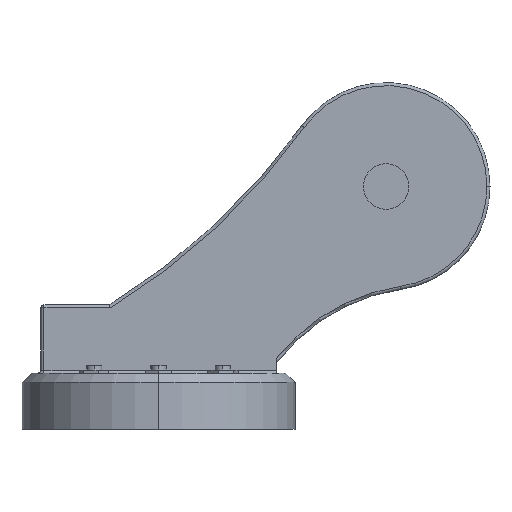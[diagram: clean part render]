
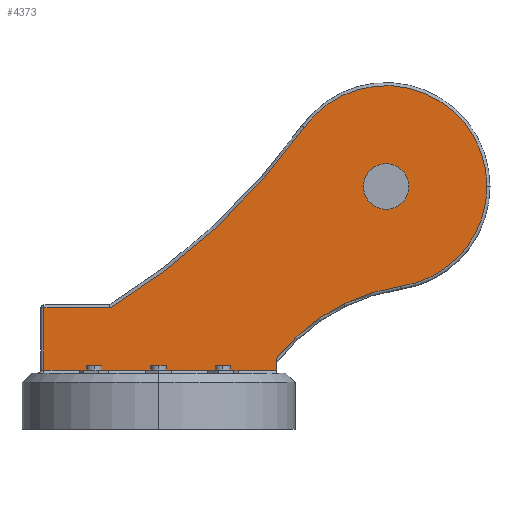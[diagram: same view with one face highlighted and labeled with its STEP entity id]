
A CAD part, front view. The second image highlights one B-rep face of the part: STEP entity #4373.
In plain terms, the highlighted planar face has unit normal (0, -1, 0).
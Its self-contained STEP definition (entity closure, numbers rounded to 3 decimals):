
#129 = ORIENTED_EDGE ( 'NONE', *, *, #6138, .T. ) ;
#144 = CIRCLE ( 'NONE', #4353, 66.5 ) ;
#180 = CARTESIAN_POINT ( 'NONE',  ( -71.666, -20., -76.224 ) ) ;
#247 = DIRECTION ( 'NONE',  ( 1., 0., 0. ) ) ;
#256 = AXIS2_PLACEMENT_3D ( 'NONE', #4950, #4412, #6723 ) ;
#300 = CARTESIAN_POINT ( 'NONE',  ( -28.101, -20., -76.224 ) ) ;
#396 = DIRECTION ( 'NONE',  ( 0., -1., 0. ) ) ;
#495 = CIRCLE ( 'NONE', #256, 442. ) ;
#627 = DIRECTION ( 'NONE',  ( 1., 0., 0. ) ) ;
#633 = CARTESIAN_POINT ( 'NONE',  ( 99.847, -20., 42.604 ) ) ;
#657 = CARTESIAN_POINT ( 'NONE',  ( 220.334, -20., 3.776 ) ) ;
#719 = EDGE_CURVE ( 'NONE', #5218, #5504, #1396, .T. ) ;
#800 = CIRCLE ( 'NONE', #4653, 15. ) ;
#810 = PLANE ( 'NONE',  #3146 ) ;
#829 = CARTESIAN_POINT ( 'NONE',  ( 163.419, -20., -62.03 ) ) ;
#887 = DIRECTION ( 'NONE',  ( 0., 0., -1. ) ) ;
#889 = ORIENTED_EDGE ( 'NONE', *, *, #3122, .T. ) ;
#923 = EDGE_LOOP ( 'NONE', ( #1121, #957, #129, #7369, #5851, #5228, #3138, #889 ) ) ;
#948 = CARTESIAN_POINT ( 'NONE',  ( 153.834, -20., 3.776 ) ) ;
#957 = ORIENTED_EDGE ( 'NONE', *, *, #7266, .T. ) ;
#971 = VERTEX_POINT ( 'NONE', #6250 ) ;
#1008 = EDGE_LOOP ( 'NONE', ( #5969, #6685 ) ) ;
#1089 = CARTESIAN_POINT ( 'NONE',  ( 153.834, -20., 3.776 ) ) ;
#1090 = CARTESIAN_POINT ( 'NONE',  ( 153.834, -20., 3.776 ) ) ;
#1121 = ORIENTED_EDGE ( 'NONE', *, *, #6441, .F. ) ;
#1126 = DIRECTION ( 'NONE',  ( 0., -1., 0. ) ) ;
#1342 = VERTEX_POINT ( 'NONE', #657 ) ;
#1396 = LINE ( 'NONE', #2569, #2736 ) ;
#1609 = EDGE_CURVE ( 'NONE', #1342, #2124, #4409, .T. ) ;
#1690 = CIRCLE ( 'NONE', #6882, 15. ) ;
#1730 = EDGE_CURVE ( 'NONE', #971, #4993, #800, .T. ) ;
#1782 = CARTESIAN_POINT ( 'NONE',  ( 81.334, -20., -117.224 ) ) ;
#1908 = CIRCLE ( 'NONE', #2749, 127. ) ;
#2017 = LINE ( 'NONE', #6555, #4671 ) ;
#2098 = DIRECTION ( 'NONE',  ( 1., 0., 0. ) ) ;
#2124 = VERTEX_POINT ( 'NONE', #633 ) ;
#2178 = VECTOR ( 'NONE', #887, 1000. ) ;
#2186 = VERTEX_POINT ( 'NONE', #3113 ) ;
#2221 = DIRECTION ( 'NONE',  ( -1., 0., 0. ) ) ;
#2569 = CARTESIAN_POINT ( 'NONE',  ( -73.666, -20., -76.224 ) ) ;
#2615 = CARTESIAN_POINT ( 'NONE',  ( 81.334, -20., -74.224 ) ) ;
#2736 = VECTOR ( 'NONE', #3103, 1000. ) ;
#2749 = AXIS2_PLACEMENT_3D ( 'NONE', #6712, #6602, #2098 ) ;
#2850 = VECTOR ( 'NONE', #627, 1000. ) ;
#2965 = AXIS2_PLACEMENT_3D ( 'NONE', #948, #5591, #7179 ) ;
#3103 = DIRECTION ( 'NONE',  ( -1., 0., 0. ) ) ;
#3113 = CARTESIAN_POINT ( 'NONE',  ( -71.666, -20., -117.224 ) ) ;
#3122 = EDGE_CURVE ( 'NONE', #2186, #6588, #4011, .T. ) ;
#3123 = CARTESIAN_POINT ( 'NONE',  ( 81.334, -20., -109.914 ) ) ;
#3138 = ORIENTED_EDGE ( 'NONE', *, *, #6043, .T. ) ;
#3146 = AXIS2_PLACEMENT_3D ( 'NONE', #2615, #6060, #5238 ) ;
#3734 = EDGE_CURVE ( 'NONE', #2124, #5218, #495, .T. ) ;
#3744 = FACE_OUTER_BOUND ( 'NONE', #923, .T. ) ;
#4011 = LINE ( 'NONE', #1782, #2850 ) ;
#4353 = AXIS2_PLACEMENT_3D ( 'NONE', #1090, #5418, #247 ) ;
#4373 = ADVANCED_FACE ( 'NONE', ( #6092, #3744 ), #810, .T. ) ;
#4409 = CIRCLE ( 'NONE', #2965, 66.5 ) ;
#4412 = DIRECTION ( 'NONE',  ( 0., 1., 0. ) ) ;
#4465 = EDGE_CURVE ( 'NONE', #4993, #971, #1690, .T. ) ;
#4632 = DIRECTION ( 'NONE',  ( -1., 0., 0. ) ) ;
#4653 = AXIS2_PLACEMENT_3D ( 'NONE', #1089, #1126, #4632 ) ;
#4671 = VECTOR ( 'NONE', #5463, 1000. ) ;
#4884 = LINE ( 'NONE', #6657, #2178 ) ;
#4950 = CARTESIAN_POINT ( 'NONE',  ( -258.986, -20., 300.679 ) ) ;
#4993 = VERTEX_POINT ( 'NONE', #5705 ) ;
#5109 = CARTESIAN_POINT ( 'NONE',  ( 81.334, -20., -117.224 ) ) ;
#5218 = VERTEX_POINT ( 'NONE', #300 ) ;
#5228 = ORIENTED_EDGE ( 'NONE', *, *, #719, .T. ) ;
#5238 = DIRECTION ( 'NONE',  ( 1., 0., 0. ) ) ;
#5418 = DIRECTION ( 'NONE',  ( 0., -1., 0. ) ) ;
#5463 = DIRECTION ( 'NONE',  ( 0., 0., -1. ) ) ;
#5504 = VERTEX_POINT ( 'NONE', #180 ) ;
#5591 = DIRECTION ( 'NONE',  ( 0., -1., 0. ) ) ;
#5592 = VERTEX_POINT ( 'NONE', #3123 ) ;
#5705 = CARTESIAN_POINT ( 'NONE',  ( 138.834, -20., 3.776 ) ) ;
#5851 = ORIENTED_EDGE ( 'NONE', *, *, #3734, .T. ) ;
#5969 = ORIENTED_EDGE ( 'NONE', *, *, #4465, .F. ) ;
#6043 = EDGE_CURVE ( 'NONE', #5504, #2186, #4884, .T. ) ;
#6060 = DIRECTION ( 'NONE',  ( 0., -1., 0. ) ) ;
#6092 = FACE_BOUND ( 'NONE', #1008, .T. ) ;
#6130 = CARTESIAN_POINT ( 'NONE',  ( 153.834, -20., 3.776 ) ) ;
#6138 = EDGE_CURVE ( 'NONE', #7195, #1342, #144, .T. ) ;
#6250 = CARTESIAN_POINT ( 'NONE',  ( 168.834, -20., 3.776 ) ) ;
#6441 = EDGE_CURVE ( 'NONE', #5592, #6588, #2017, .T. ) ;
#6555 = CARTESIAN_POINT ( 'NONE',  ( 81.334, -20., -74.224 ) ) ;
#6588 = VERTEX_POINT ( 'NONE', #5109 ) ;
#6602 = DIRECTION ( 'NONE',  ( 0., 1., 0. ) ) ;
#6657 = CARTESIAN_POINT ( 'NONE',  ( -71.666, -20., -119.224 ) ) ;
#6685 = ORIENTED_EDGE ( 'NONE', *, *, #1730, .F. ) ;
#6712 = CARTESIAN_POINT ( 'NONE',  ( 181.722, -20., -187.704 ) ) ;
#6723 = DIRECTION ( 'NONE',  ( 1., 0., 0. ) ) ;
#6882 = AXIS2_PLACEMENT_3D ( 'NONE', #6130, #396, #2221 ) ;
#7179 = DIRECTION ( 'NONE',  ( 1., 0., 0. ) ) ;
#7195 = VERTEX_POINT ( 'NONE', #829 ) ;
#7266 = EDGE_CURVE ( 'NONE', #5592, #7195, #1908, .T. ) ;
#7369 = ORIENTED_EDGE ( 'NONE', *, *, #1609, .T. ) ;
